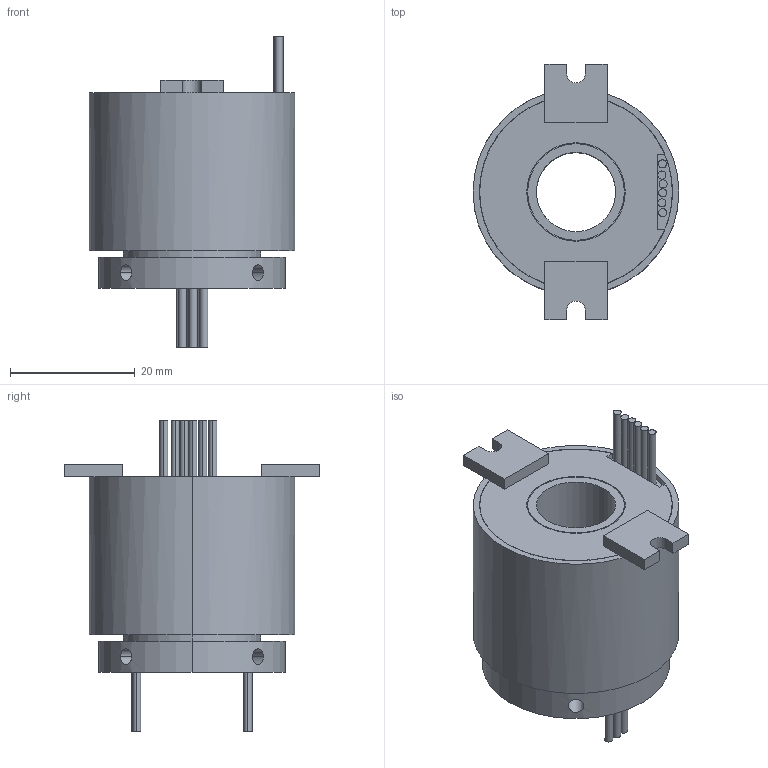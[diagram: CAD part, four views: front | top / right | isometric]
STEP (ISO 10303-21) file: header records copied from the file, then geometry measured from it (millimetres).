
FILE_DESCRIPTION (( 'STEP AP203' ), '1' );
FILE_NAME ('MT1233-S06.STEP', '2020-07-09T07:41:52', ( '微软用户' ), ( '微软中国' ), 'SwSTEP 2.0', 'SolidWorks 2014', '' );
FILE_SCHEMA (( 'CONFIG_CONTROL_DESIGN' ));
Length unit declared in the file: millimetre
Products named in the file (1): MT1233-S06
Bounding box: 33 x 41 x 49.9 mm (x, y, z)
Volume: 21913 mm3; surface area: 9244.4 mm2
Topology: 1 solids, 1 shells, 113 faces, 270 edges, 176 vertices
Faces by surface type: cylinder 64, plane 49
Entity records: 3683 total; most frequent: CARTESIAN_POINT 856, DIRECTION 608, ORIENTED_EDGE 540, EDGE_CURVE 270, AXIS2_PLACEMENT_3D 240, VERTEX_POINT 176, EDGE_LOOP 144, LINE 128
